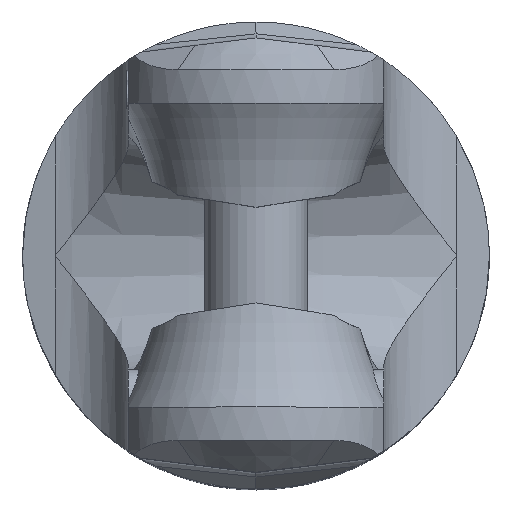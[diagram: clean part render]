
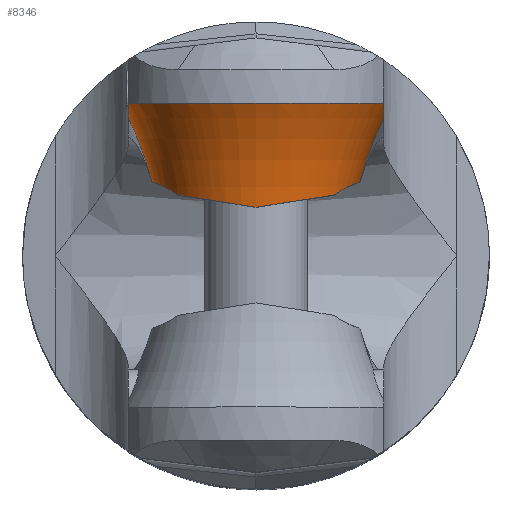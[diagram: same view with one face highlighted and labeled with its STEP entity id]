
A CAD part, top view. The second image highlights one B-rep face of the part: STEP entity #8346.
In plain terms, the highlighted toroidal (fillet/blend) face has major radius 73.5 mm and minor radius 56 mm.
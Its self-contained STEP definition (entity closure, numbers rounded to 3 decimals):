
#3595=CARTESIAN_POINT('',(23.5,-25.219,-102.));
#3596=CARTESIAN_POINT('',(23.5,-25.219,-102.379));
#3597=CARTESIAN_POINT('',(23.5,-25.255,-103.135));
#3598=CARTESIAN_POINT('',(23.5,-25.417,-104.266));
#3599=CARTESIAN_POINT('',(23.5,-25.676,-105.375));
#3600=CARTESIAN_POINT('',(23.5,-26.02,-106.458));
#3601=CARTESIAN_POINT('',(23.5,-26.432,-107.508));
#3602=CARTESIAN_POINT('',(23.5,-26.904,-108.533));
#3603=CARTESIAN_POINT('',(23.5,-27.424,-109.538));
#3604=CARTESIAN_POINT('',(23.5,-27.801,-110.2));
#3605=CARTESIAN_POINT('',(23.5,-27.996,-110.529));
#3893=CARTESIAN_POINT('',(0.,-8.8,-120.196));
#3894=CARTESIAN_POINT('',(-1.111,-8.976,
-120.224));
#3895=CARTESIAN_POINT('',(-3.296,-9.322,
-120.08));
#3896=CARTESIAN_POINT('',(-6.501,-9.83,
-119.285));
#3897=CARTESIAN_POINT('',(-9.503,-10.305,
-117.934));
#3898=CARTESIAN_POINT('',(-12.211,-10.734,
-116.074));
#3899=CARTESIAN_POINT('',(-13.748,-10.977,
-114.555));
#3900=CARTESIAN_POINT('',(-14.454,-11.089,
-113.72));
#4037=CARTESIAN_POINT('',(0.,-8.8,-120.196));
#4038=CARTESIAN_POINT('',(1.111,-8.976,
-120.224));
#4039=CARTESIAN_POINT('',(3.296,-9.322,
-120.08));
#4040=CARTESIAN_POINT('',(6.501,-9.83,
-119.285));
#4041=CARTESIAN_POINT('',(9.503,-10.305,
-117.934));
#4042=CARTESIAN_POINT('',(12.211,-10.734,
-116.074));
#4043=CARTESIAN_POINT('',(13.748,-10.977,
-114.555));
#4044=CARTESIAN_POINT('',(14.454,-11.089,
-113.72));
#4050=CARTESIAN_POINT('',(0.,-27.996,-102.));
#4051=DIRECTION('',(0.,-1.,0.));
#4052=DIRECTION('',(-0.94,0.,-0.341));
#4053=AXIS2_PLACEMENT_3D('',#4050,#4051,#4052);
#4055=CARTESIAN_POINT('',(19.141,-13.458,-102.));
#4056=CARTESIAN_POINT('',(19.141,-13.458,
-102.807));
#4057=CARTESIAN_POINT('',(19.032,-13.427,
-104.311));
#4058=CARTESIAN_POINT('',(18.662,-13.314,
-106.225));
#4059=CARTESIAN_POINT('',(18.167,-13.144,
-107.853));
#4060=CARTESIAN_POINT('',(17.581,-12.914,
-109.28));
#4061=CARTESIAN_POINT('',(16.921,-12.619,
-110.547));
#4062=CARTESIAN_POINT('',(16.185,-12.24,
-111.702));
#4063=CARTESIAN_POINT('',(15.351,-11.741,
-112.783));
#4064=CARTESIAN_POINT('',(14.758,-11.324,
-113.42));
#4065=CARTESIAN_POINT('',(14.454,-11.089,
-113.72));
#4067=CARTESIAN_POINT('',(-19.141,-13.458,-102.));
#4068=CARTESIAN_POINT('',(-19.141,-13.458,
-102.807));
#4069=CARTESIAN_POINT('',(-19.032,-13.427,
-104.311));
#4070=CARTESIAN_POINT('',(-18.662,-13.314,
-106.225));
#4071=CARTESIAN_POINT('',(-18.167,-13.144,
-107.853));
#4072=CARTESIAN_POINT('',(-17.581,-12.914,
-109.28));
#4073=CARTESIAN_POINT('',(-16.921,-12.619,
-110.547));
#4074=CARTESIAN_POINT('',(-16.185,-12.24,
-111.702));
#4075=CARTESIAN_POINT('',(-15.351,-11.741,
-112.783));
#4076=CARTESIAN_POINT('',(-14.758,-11.324,
-113.42));
#4077=CARTESIAN_POINT('',(-14.454,-11.089,
-113.72));
#4083=CARTESIAN_POINT('',(73.5,0.,-102.));
#4084=DIRECTION('',(0.,0.,-1.));
#4085=DIRECTION('',(-0.893,-0.45,0.));
#4086=AXIS2_PLACEMENT_3D('',#4083,#4084,#4085);
#5406=CARTESIAN_POINT('',(-23.5,-25.219,-102.));
#5407=CARTESIAN_POINT('',(-23.5,-25.219,-102.379));
#5408=CARTESIAN_POINT('',(-23.5,-25.255,-103.135));
#5409=CARTESIAN_POINT('',(-23.5,-25.417,-104.266));
#5410=CARTESIAN_POINT('',(-23.5,-25.676,-105.375));
#5411=CARTESIAN_POINT('',(-23.5,-26.02,-106.458));
#5412=CARTESIAN_POINT('',(-23.5,-26.432,-107.508));
#5413=CARTESIAN_POINT('',(-23.5,-26.904,-108.533));
#5414=CARTESIAN_POINT('',(-23.5,-27.424,-109.538));
#5415=CARTESIAN_POINT('',(-23.5,-27.801,-110.2));
#5416=CARTESIAN_POINT('',(-23.5,-27.996,-110.529));
#6706=CARTESIAN_POINT('',(-73.5,0.,-102.));
#6707=DIRECTION('',(0.,0.,1.));
#6708=DIRECTION('',(0.893,-0.45,0.));
#6709=AXIS2_PLACEMENT_3D('',#6706,#6707,#6708);
#6826=CARTESIAN_POINT('',(-14.454,-11.089,
-113.72));
#6827=VERTEX_POINT('',#6826);
#6842=VERTEX_POINT('',#4067);
#6845=CARTESIAN_POINT('',(-23.5,-25.219,-102.));
#6846=VERTEX_POINT('',#6845);
#6851=VERTEX_POINT('',#5416);
#6954=CARTESIAN_POINT('',(14.454,-11.089,
-113.72));
#6956=VERTEX_POINT('',#6954);
#6957=VERTEX_POINT('',#4055);
#6971=VERTEX_POINT('',#3893);
#6984=VERTEX_POINT('',#3595);
#6985=VERTEX_POINT('',#3605);
#8325=CARTESIAN_POINT('',(0.,0.,-102.));
#8326=DIRECTION('',(0.,1.,0.));
#8327=DIRECTION('',(-1.,0.,0.));
#8328=AXIS2_PLACEMENT_3D('',#8325,#8326,#8327);
#8329=TOROIDAL_SURFACE('',#8328,73.5,56.);
#8330=ORIENTED_EDGE('',*,*,#7820,.T.);
#8331=ORIENTED_EDGE('',*,*,#7847,.F.);
#8333=ORIENTED_EDGE('',*,*,#8332,.T.);
#8335=ORIENTED_EDGE('',*,*,#8334,.T.);
#8336=ORIENTED_EDGE('',*,*,#8316,.F.);
#8337=ORIENTED_EDGE('',*,*,#8154,.T.);
#8339=ORIENTED_EDGE('',*,*,#8338,.F.);
#8341=ORIENTED_EDGE('',*,*,#8340,.F.);
#8343=ORIENTED_EDGE('',*,*,#8342,.T.);
#8344=EDGE_LOOP('',(#8330,#8331,#8333,#8335,#8336,#8337,#8339,#8341,#8343));
#8345=FACE_OUTER_BOUND('',#8344,.F.);
#8346=ADVANCED_FACE('',(#8345),#8329,.F.);
#3606=B_SPLINE_CURVE_WITH_KNOTS('',3,(#3595,#3596,#3597,#3598,#3599,#3600,#3601,
#3602,#3603,#3604,#3605),.UNSPECIFIED.,.F.,.F.,(4,1,1,1,1,1,1,1,4),(0.,
0.125,0.25,0.375,0.5,0.625,0.75,0.875,1.),.UNSPECIFIED.);
#3901=B_SPLINE_CURVE_WITH_KNOTS('',3,(#3893,#3894,#3895,#3896,#3897,#3898,#3899,
#3900),.UNSPECIFIED.,.F.,.F.,(4,1,1,1,1,4),(0.,0.2,0.4,0.6,0.8,1.),
.UNSPECIFIED.);
#4045=B_SPLINE_CURVE_WITH_KNOTS('',3,(#4037,#4038,#4039,#4040,#4041,#4042,#4043,
#4044),.UNSPECIFIED.,.F.,.F.,(4,1,1,1,1,4),(0.,0.2,0.4,0.6,0.8,1.),
.UNSPECIFIED.);
#4054=CIRCLE('',#4053,25.);
#4066=B_SPLINE_CURVE_WITH_KNOTS('',3,(#4055,#4056,#4057,#4058,#4059,#4060,#4061,
#4062,#4063,#4064,#4065),.UNSPECIFIED.,.F.,.F.,(4,1,1,1,1,1,1,1,4),(0.,
0.125,0.25,0.375,0.5,0.625,0.75,0.875,1.),.UNSPECIFIED.);
#4078=B_SPLINE_CURVE_WITH_KNOTS('',3,(#4067,#4068,#4069,#4070,#4071,#4072,#4073,
#4074,#4075,#4076,#4077),.UNSPECIFIED.,.F.,.F.,(4,1,1,1,1,1,1,1,4),(0.,
0.125,0.25,0.375,0.5,0.625,0.75,0.875,1.),.UNSPECIFIED.);
#4087=CIRCLE('',#4086,56.);
#5417=B_SPLINE_CURVE_WITH_KNOTS('',3,(#5406,#5407,#5408,#5409,#5410,#5411,#5412,
#5413,#5414,#5415,#5416),.UNSPECIFIED.,.F.,.F.,(4,1,1,1,1,1,1,1,4),(0.,
0.125,0.25,0.375,0.5,0.625,0.75,0.875,1.),.UNSPECIFIED.);
#6710=CIRCLE('',#6709,56.);
#7820=EDGE_CURVE('',#6851,#6985,#4054,.T.);
#7847=EDGE_CURVE('',#6984,#6985,#3606,.T.);
#8154=EDGE_CURVE('',#6971,#6827,#3901,.T.);
#8316=EDGE_CURVE('',#6971,#6956,#4045,.T.);
#8332=EDGE_CURVE('',#6984,#6957,#4087,.T.);
#8334=EDGE_CURVE('',#6957,#6956,#4066,.T.);
#8338=EDGE_CURVE('',#6842,#6827,#4078,.T.);
#8340=EDGE_CURVE('',#6846,#6842,#6710,.T.);
#8342=EDGE_CURVE('',#6846,#6851,#5417,.T.);
